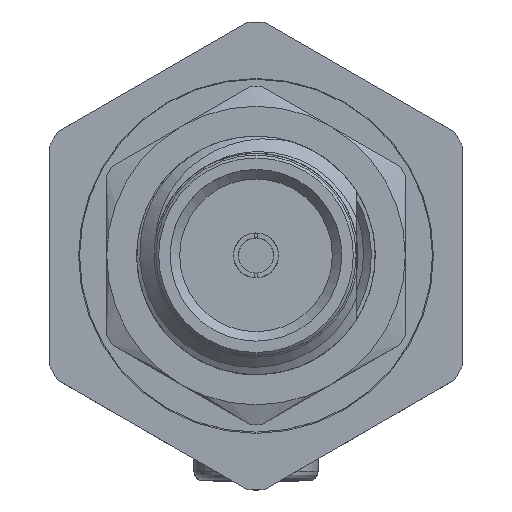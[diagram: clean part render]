
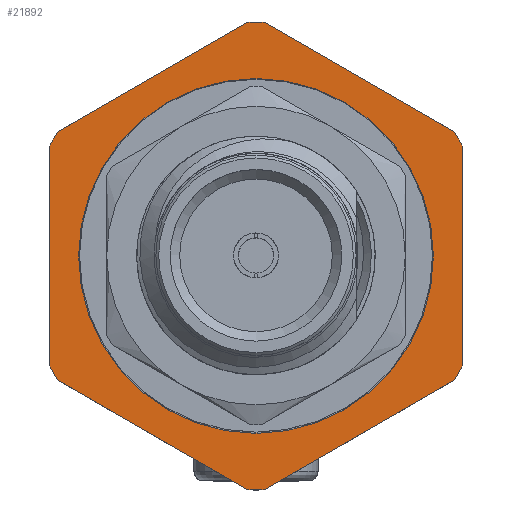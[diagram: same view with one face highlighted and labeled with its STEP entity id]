
A CAD part, top view. The second image highlights one B-rep face of the part: STEP entity #21892.
In plain terms, the highlighted planar face has unit normal (0, 0, 1).
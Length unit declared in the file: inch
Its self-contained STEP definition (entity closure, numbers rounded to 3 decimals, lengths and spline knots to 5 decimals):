
#91 = AXIS2_PLACEMENT_3D ( 'NONE', #11284, #13218, #15168 ) ;
#401 = CARTESIAN_POINT ( 'NONE',  ( 0.21654, 0.11519, 0. ) ) ;
#625 = CARTESIAN_POINT ( 'NONE',  ( 0.21654, 0.12502, 0. ) ) ;
#704 = DIRECTION ( 'NONE',  ( 0., 0., 1. ) ) ;
#735 = ORIENTED_EDGE ( 'NONE', *, *, #20991, .T. ) ;
#875 = CIRCLE ( 'NONE', #2632, 0.24527 ) ;
#936 = EDGE_CURVE ( 'NONE', #4758, #17528, #875, .T. ) ;
#1072 = CIRCLE ( 'NONE', #4306, 0.186 ) ;
#1129 = CARTESIAN_POINT ( 'NONE',  ( 0., -0.25003, 0. ) ) ;
#1186 = CARTESIAN_POINT ( 'NONE',  ( 0., 0., 0. ) ) ;
#1279 = FACE_BOUND ( 'NONE', #18612, .T. ) ;
#1675 = CIRCLE ( 'NONE', #16425, 0.24527 ) ;
#1679 = VECTOR ( 'NONE', #16731, 39.37008 ) ;
#2473 = VECTOR ( 'NONE', #4607, 39.37008 ) ;
#2512 = CARTESIAN_POINT ( 'NONE',  ( -0.20802, -0.12993, 0. ) ) ;
#2558 = DIRECTION ( 'NONE',  ( -0.866, 0.5, 0. ) ) ;
#2632 = AXIS2_PLACEMENT_3D ( 'NONE', #19095, #15210, #24274 ) ;
#2973 = CARTESIAN_POINT ( 'NONE',  ( 0., 0., 0. ) ) ;
#3184 = LINE ( 'NONE', #18586, #1679 ) ;
#3253 = VECTOR ( 'NONE', #9371, 39.37008 ) ;
#3274 = ORIENTED_EDGE ( 'NONE', *, *, #16732, .T. ) ;
#3714 = ORIENTED_EDGE ( 'NONE', *, *, #18905, .T. ) ;
#3841 = VERTEX_POINT ( 'NONE', #13015 ) ;
#4205 = CARTESIAN_POINT ( 'NONE',  ( 0., 0.25003, 0. ) ) ;
#4306 = AXIS2_PLACEMENT_3D ( 'NONE', #21675, #16031, #14087 ) ;
#4322 = VERTEX_POINT ( 'NONE', #4480 ) ;
#4480 = CARTESIAN_POINT ( 'NONE',  ( 0.20802, 0.12993, 0. ) ) ;
#4499 = ORIENTED_EDGE ( 'NONE', *, *, #24002, .T. ) ;
#4607 = DIRECTION ( 'NONE',  ( 0., -1., 0. ) ) ;
#4668 = EDGE_LOOP ( 'NONE', ( #18990, #17757, #3714, #14487, #6954, #20174, #20220, #3274, #735, #9670, #6244, #4499 ) ) ;
#4758 = VERTEX_POINT ( 'NONE', #6588 ) ;
#5094 = DIRECTION ( 'NONE',  ( 1., 0., 0. ) ) ;
#5191 = VERTEX_POINT ( 'NONE', #7689 ) ;
#5525 = EDGE_CURVE ( 'NONE', #19687, #19687, #1072, .T. ) ;
#6074 = EDGE_CURVE ( 'NONE', #5191, #22643, #11910, .T. ) ;
#6244 = ORIENTED_EDGE ( 'NONE', *, *, #9834, .T. ) ;
#6297 = DIRECTION ( 'NONE',  ( 0., 0., 1. ) ) ;
#6588 = CARTESIAN_POINT ( 'NONE',  ( -0.21654, -0.11519, 0. ) ) ;
#6673 = DIRECTION ( 'NONE',  ( 0., 0., 1. ) ) ;
#6875 = DIRECTION ( 'NONE',  ( 0.866, 0.5, 0. ) ) ;
#6954 = ORIENTED_EDGE ( 'NONE', *, *, #19790, .T. ) ;
#7689 = CARTESIAN_POINT ( 'NONE',  ( 0.20802, -0.12993, 0. ) ) ;
#7745 = DIRECTION ( 'NONE',  ( 1., 0., 0. ) ) ;
#7952 = AXIS2_PLACEMENT_3D ( 'NONE', #17629, #21401, #7745 ) ;
#8037 = LINE ( 'NONE', #1129, #21633 ) ;
#8656 = LINE ( 'NONE', #4205, #22208 ) ;
#9133 = CIRCLE ( 'NONE', #22999, 0.24527 ) ;
#9371 = DIRECTION ( 'NONE',  ( 0.866, -0.5, 0. ) ) ;
#9439 = CARTESIAN_POINT ( 'NONE',  ( 0.21654, -0.11519, 0. ) ) ;
#9670 = ORIENTED_EDGE ( 'NONE', *, *, #936, .T. ) ;
#9834 = EDGE_CURVE ( 'NONE', #17528, #18295, #13554, .T. ) ;
#9861 = CIRCLE ( 'NONE', #7952, 0.24527 ) ;
#10263 = CARTESIAN_POINT ( 'NONE',  ( -0.21654, 0.11519, 0. ) ) ;
#10276 = CARTESIAN_POINT ( 'NONE',  ( 0., 0., 0. ) ) ;
#10387 = VERTEX_POINT ( 'NONE', #12312 ) ;
#10757 = CARTESIAN_POINT ( 'NONE',  ( -0.00851, 0.24512, 0. ) ) ;
#11284 = CARTESIAN_POINT ( 'NONE',  ( 0., 0., 0. ) ) ;
#11910 = CIRCLE ( 'NONE', #91, 0.24527 ) ;
#12061 = AXIS2_PLACEMENT_3D ( 'NONE', #10276, #6297, #21665 ) ;
#12249 = CARTESIAN_POINT ( 'NONE',  ( 0.00851, -0.24512, 0. ) ) ;
#12312 = CARTESIAN_POINT ( 'NONE',  ( 0.00851, 0.24512, 0. ) ) ;
#13015 = CARTESIAN_POINT ( 'NONE',  ( -0.20802, 0.12993, 0. ) ) ;
#13218 = DIRECTION ( 'NONE',  ( 0., 0., 1. ) ) ;
#13554 = LINE ( 'NONE', #20990, #3253 ) ;
#13672 = ORIENTED_EDGE ( 'NONE', *, *, #5525, .F. ) ;
#13860 = EDGE_CURVE ( 'NONE', #24529, #4322, #23136, .T. ) ;
#13915 = CARTESIAN_POINT ( 'NONE',  ( 0., 0., 0. ) ) ;
#13922 = DIRECTION ( 'NONE',  ( -0.866, -0.5, 0. ) ) ;
#14087 = DIRECTION ( 'NONE',  ( 1., 0., 0. ) ) ;
#14267 = CARTESIAN_POINT ( 'NONE',  ( -0.21654, 0.12502, 0. ) ) ;
#14487 = ORIENTED_EDGE ( 'NONE', *, *, #13860, .T. ) ;
#14613 = CARTESIAN_POINT ( 'NONE',  ( 0.186, 0., 0. ) ) ;
#14747 = EDGE_CURVE ( 'NONE', #10387, #23977, #1675, .T. ) ;
#14975 = EDGE_CURVE ( 'NONE', #17503, #5191, #8037, .T. ) ;
#15087 = AXIS2_PLACEMENT_3D ( 'NONE', #2973, #16525, #5094 ) ;
#15168 = DIRECTION ( 'NONE',  ( 1., 0., 0. ) ) ;
#15210 = DIRECTION ( 'NONE',  ( 0., 0., 1. ) ) ;
#15705 = VECTOR ( 'NONE', #2558, 39.37008 ) ;
#16031 = DIRECTION ( 'NONE',  ( 0., 0., 1. ) ) ;
#16425 = AXIS2_PLACEMENT_3D ( 'NONE', #13915, #704, #18128 ) ;
#16525 = DIRECTION ( 'NONE',  ( 0., 0., 1. ) ) ;
#16731 = DIRECTION ( 'NONE',  ( 0., 1., 0. ) ) ;
#16732 = EDGE_CURVE ( 'NONE', #3841, #19714, #9861, .T. ) ;
#17503 = VERTEX_POINT ( 'NONE', #12249 ) ;
#17528 = VERTEX_POINT ( 'NONE', #2512 ) ;
#17629 = CARTESIAN_POINT ( 'NONE',  ( 0., 0., 0. ) ) ;
#17757 = ORIENTED_EDGE ( 'NONE', *, *, #6074, .T. ) ;
#18128 = DIRECTION ( 'NONE',  ( 1., 0., 0. ) ) ;
#18295 = VERTEX_POINT ( 'NONE', #19266 ) ;
#18415 = LINE ( 'NONE', #625, #15705 ) ;
#18586 = CARTESIAN_POINT ( 'NONE',  ( 0.21654, -0.12502, 0. ) ) ;
#18612 = EDGE_LOOP ( 'NONE', ( #13672 ) ) ;
#18636 = PLANE ( 'NONE',  #15087 ) ;
#18731 = EDGE_CURVE ( 'NONE', #23977, #3841, #8656, .T. ) ;
#18905 = EDGE_CURVE ( 'NONE', #22643, #24529, #3184, .T. ) ;
#18990 = ORIENTED_EDGE ( 'NONE', *, *, #14975, .T. ) ;
#19095 = CARTESIAN_POINT ( 'NONE',  ( 0., 0., 0. ) ) ;
#19266 = CARTESIAN_POINT ( 'NONE',  ( -0.00851, -0.24512, 0. ) ) ;
#19274 = LINE ( 'NONE', #14267, #2473 ) ;
#19687 = VERTEX_POINT ( 'NONE', #14613 ) ;
#19714 = VERTEX_POINT ( 'NONE', #10263 ) ;
#19790 = EDGE_CURVE ( 'NONE', #4322, #10387, #18415, .T. ) ;
#20174 = ORIENTED_EDGE ( 'NONE', *, *, #14747, .T. ) ;
#20220 = ORIENTED_EDGE ( 'NONE', *, *, #18731, .T. ) ;
#20990 = CARTESIAN_POINT ( 'NONE',  ( -0.21654, -0.12502, 0. ) ) ;
#20991 = EDGE_CURVE ( 'NONE', #19714, #4758, #19274, .T. ) ;
#21401 = DIRECTION ( 'NONE',  ( 0., 0., 1. ) ) ;
#21633 = VECTOR ( 'NONE', #6875, 39.37008 ) ;
#21665 = DIRECTION ( 'NONE',  ( 1., 0., 0. ) ) ;
#21675 = CARTESIAN_POINT ( 'NONE',  ( 0., 0., 0. ) ) ;
#21892 = ADVANCED_FACE ( 'NONE', ( #24835, #1279 ), #18636, .T. ) ;
#22208 = VECTOR ( 'NONE', #13922, 39.37008 ) ;
#22643 = VERTEX_POINT ( 'NONE', #9439 ) ;
#22999 = AXIS2_PLACEMENT_3D ( 'NONE', #1186, #6673, #24218 ) ;
#23136 = CIRCLE ( 'NONE', #12061, 0.24527 ) ;
#23977 = VERTEX_POINT ( 'NONE', #10757 ) ;
#24002 = EDGE_CURVE ( 'NONE', #18295, #17503, #9133, .T. ) ;
#24218 = DIRECTION ( 'NONE',  ( 1., 0., 0. ) ) ;
#24274 = DIRECTION ( 'NONE',  ( 1., 0., 0. ) ) ;
#24529 = VERTEX_POINT ( 'NONE', #401 ) ;
#24835 = FACE_OUTER_BOUND ( 'NONE', #4668, .T. ) ;
